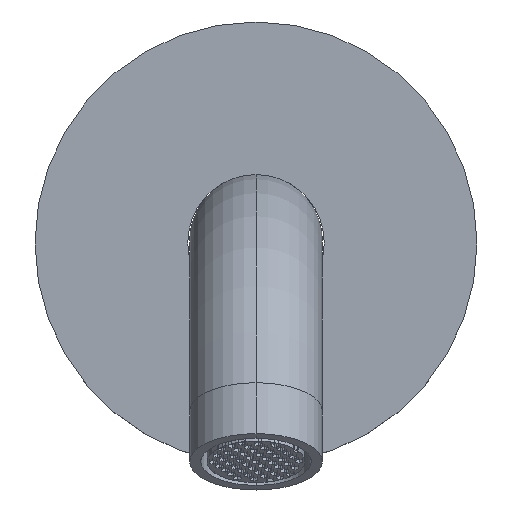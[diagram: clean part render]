
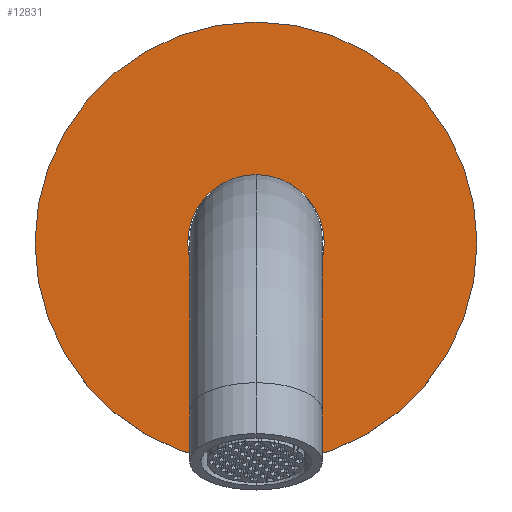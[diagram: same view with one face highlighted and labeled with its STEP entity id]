
A CAD part, top view. The second image highlights one B-rep face of the part: STEP entity #12831.
In plain terms, the highlighted face is planar.
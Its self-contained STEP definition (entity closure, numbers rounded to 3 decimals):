
#41 = CARTESIAN_POINT ( 'NONE',  ( 0., 5., 0. ) ) ;
#535 = VERTEX_POINT ( 'NONE', #12303 ) ;
#1294 = CIRCLE ( 'NONE', #7729, 29.95 ) ;
#1358 = ORIENTED_EDGE ( 'NONE', *, *, #9488, .T. ) ;
#1953 = EDGE_LOOP ( 'NONE', ( #4474, #8580 ) ) ;
#2404 = AXIS2_PLACEMENT_3D ( 'NONE', #11887, #9749, #5546 ) ;
#2587 = CARTESIAN_POINT ( 'NONE',  ( 0., 5., 9.25 ) ) ;
#3446 = DIRECTION ( 'NONE',  ( 0., 1., 0. ) ) ;
#3484 = DIRECTION ( 'NONE',  ( 0., 0., 1. ) ) ;
#4474 = ORIENTED_EDGE ( 'NONE', *, *, #5630, .F. ) ;
#4476 = DIRECTION ( 'NONE',  ( 0., 0., 1. ) ) ;
#4524 = VERTEX_POINT ( 'NONE', #2587 ) ;
#4534 = ORIENTED_EDGE ( 'NONE', *, *, #11739, .T. ) ;
#5546 = DIRECTION ( 'NONE',  ( 0., 0., 1. ) ) ;
#5596 = PLANE ( 'NONE',  #2404 ) ;
#5630 = EDGE_CURVE ( 'NONE', #4524, #535, #10359, .T. ) ;
#6251 = CARTESIAN_POINT ( 'NONE',  ( 0., 5., 0. ) ) ;
#6381 = DIRECTION ( 'NONE',  ( 0., 1., 0. ) ) ;
#6594 = AXIS2_PLACEMENT_3D ( 'NONE', #7732, #6753, #3484 ) ;
#6753 = DIRECTION ( 'NONE',  ( 0., 1., 0. ) ) ;
#7202 = VERTEX_POINT ( 'NONE', #8994 ) ;
#7729 = AXIS2_PLACEMENT_3D ( 'NONE', #8594, #8683, #9656 ) ;
#7732 = CARTESIAN_POINT ( 'NONE',  ( 0., 5., 0. ) ) ;
#8287 = EDGE_CURVE ( 'NONE', #535, #4524, #13343, .T. ) ;
#8527 = DIRECTION ( 'NONE',  ( 0., 0., 1. ) ) ;
#8573 = AXIS2_PLACEMENT_3D ( 'NONE', #6251, #6381, #8527 ) ;
#8580 = ORIENTED_EDGE ( 'NONE', *, *, #8287, .F. ) ;
#8594 = CARTESIAN_POINT ( 'NONE',  ( 0., 5., 0. ) ) ;
#8683 = DIRECTION ( 'NONE',  ( 0., 1., 0. ) ) ;
#8994 = CARTESIAN_POINT ( 'NONE',  ( 0., 5., 29.95 ) ) ;
#9463 = VERTEX_POINT ( 'NONE', #12852 ) ;
#9488 = EDGE_CURVE ( 'NONE', #7202, #9463, #1294, .T. ) ;
#9656 = DIRECTION ( 'NONE',  ( 0., 0., 1. ) ) ;
#9749 = DIRECTION ( 'NONE',  ( 0., 1., 0. ) ) ;
#10359 = CIRCLE ( 'NONE', #8573, 9.25 ) ;
#11094 = FACE_OUTER_BOUND ( 'NONE', #12005, .T. ) ;
#11427 = AXIS2_PLACEMENT_3D ( 'NONE', #41, #3446, #4476 ) ;
#11739 = EDGE_CURVE ( 'NONE', #9463, #7202, #12508, .T. ) ;
#11887 = CARTESIAN_POINT ( 'NONE',  ( -29.95, 5., 0. ) ) ;
#12005 = EDGE_LOOP ( 'NONE', ( #1358, #4534 ) ) ;
#12290 = FACE_BOUND ( 'NONE', #1953, .T. ) ;
#12303 = CARTESIAN_POINT ( 'NONE',  ( 0., 5., -9.25 ) ) ;
#12508 = CIRCLE ( 'NONE', #6594, 29.95 ) ;
#12831 = ADVANCED_FACE ( 'NONE', ( #11094, #12290 ), #5596, .T. ) ;
#12852 = CARTESIAN_POINT ( 'NONE',  ( 0., 5., -29.95 ) ) ;
#13343 = CIRCLE ( 'NONE', #11427, 9.25 ) ;
